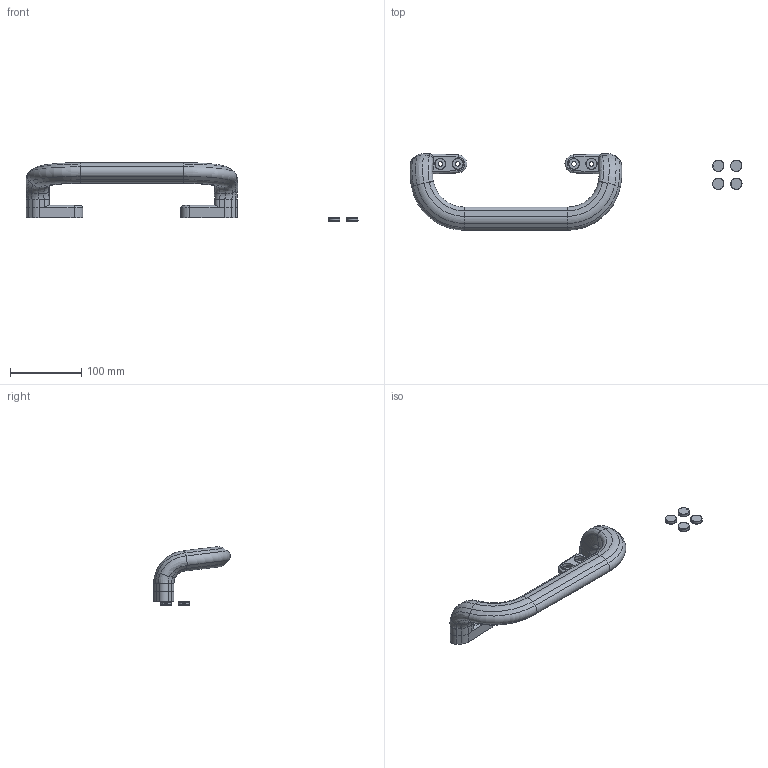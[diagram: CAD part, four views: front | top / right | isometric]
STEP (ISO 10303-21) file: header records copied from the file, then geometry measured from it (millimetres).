
FILE_DESCRIPTION(/* description */ (''),/* implementation_level */ '2;1');
FILE_NAME(/* name */ '4312 PK.stp',/* time_stamp */ '2020-11-24T16:52:55-05:00',/* author */ ('jenniferk'),/* organization */ (''),/* preprocessor_version */ 'ST-DEVELOPER v18.1',/* originating_system */ 'Autodesk Inventor 2020',/* authorisation */ '');
FILE_SCHEMA (('AUTOMOTIVE_DESIGN { 1 0 10303 214 3 1 1 }'));
Length unit declared in the file: inch
Products named in the file (1): 4312 PK_Shrinkwrap_1
Bounding box: 467.35 x 107.8 x 82.61 mm (x, y, z)
Volume: 419105.6 mm3; surface area: 79027.2 mm2
Topology: 6 solids, 6 shells, 1369 faces, 3333 edges, 2016 vertices
Faces by surface type: bspline 401, plane 386, cylinder 314, torus 230, cone 30, sphere 8
Full cylindrical faces by diameter (mm): 6.35 x4, 6.731 x4, 10 x7, 11.684 x4, 14.732 x4, 15.875 x4
Entity records: 55776 total; most frequent: CARTESIAN_POINT 23837, ORIENTED_EDGE 6666, DIRECTION 5947, EDGE_CURVE 3333, AXIS2_PLACEMENT_3D 2337, VERTEX_POINT 2016, EDGE_LOOP 1425, STYLED_ITEM 1375
